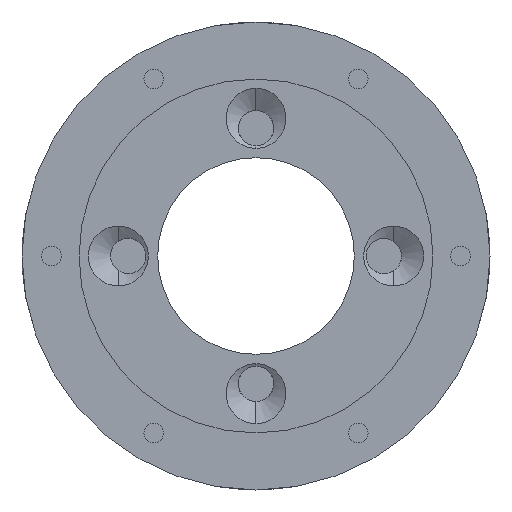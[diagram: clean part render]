
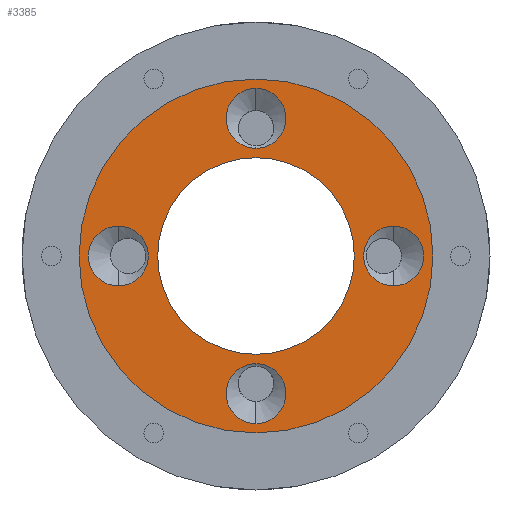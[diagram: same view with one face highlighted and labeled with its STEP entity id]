
A CAD part, left-side view. The second image highlights one B-rep face of the part: STEP entity #3385.
In plain terms, the highlighted planar face has unit normal (-1, 0, 0).
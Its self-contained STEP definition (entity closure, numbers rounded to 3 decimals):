
#10 = CARTESIAN_POINT ( 'NONE',  ( 0., 0., 42.625 ) ) ;
#75 = AXIS2_PLACEMENT_3D ( 'NONE', #835, #3355, #1204 ) ;
#76 = CARTESIAN_POINT ( 'NONE',  ( 0., 0., -35. ) ) ;
#93 = DIRECTION ( 'NONE',  ( 0., 0., 1. ) ) ;
#131 = FACE_OUTER_BOUND ( 'NONE', #3707, .T. ) ;
#190 = CARTESIAN_POINT ( 'NONE',  ( 0., 35., 0. ) ) ;
#202 = VERTEX_POINT ( 'NONE', #2311 ) ;
#264 = VERTEX_POINT ( 'NONE', #4285 ) ;
#278 = CARTESIAN_POINT ( 'NONE',  ( 0., -35., -7.625 ) ) ;
#413 = CARTESIAN_POINT ( 'NONE',  ( 0., 0., 0. ) ) ;
#455 = DIRECTION ( 'NONE',  ( 0., 0., 1. ) ) ;
#480 = EDGE_CURVE ( 'NONE', #1792, #2590, #3896, .T. ) ;
#533 = EDGE_CURVE ( 'NONE', #4248, #1290, #2277, .T. ) ;
#537 = CARTESIAN_POINT ( 'NONE',  ( 0., 0., 0. ) ) ;
#564 = DIRECTION ( 'NONE',  ( 0., 0., 1. ) ) ;
#565 = ORIENTED_EDGE ( 'NONE', *, *, #2284, .T. ) ;
#615 = CIRCLE ( 'NONE', #4237, 7.625 ) ;
#681 = ORIENTED_EDGE ( 'NONE', *, *, #4318, .F. ) ;
#784 = DIRECTION ( 'NONE',  ( 0., 0., 1. ) ) ;
#812 = DIRECTION ( 'NONE',  ( -1., 0., 0. ) ) ;
#819 = AXIS2_PLACEMENT_3D ( 'NONE', #537, #3058, #902 ) ;
#835 = CARTESIAN_POINT ( 'NONE',  ( 0., 0., 35. ) ) ;
#902 = DIRECTION ( 'NONE',  ( 0., 0., 1. ) ) ;
#928 = ORIENTED_EDGE ( 'NONE', *, *, #1899, .F. ) ;
#944 = PLANE ( 'NONE',  #2865 ) ;
#946 = DIRECTION ( 'NONE',  ( 0., 0., 1. ) ) ;
#959 = EDGE_LOOP ( 'NONE', ( #4478, #928 ) ) ;
#961 = EDGE_LOOP ( 'NONE', ( #681, #2487 ) ) ;
#983 = DIRECTION ( 'NONE',  ( -1., 0., 0. ) ) ;
#1029 = EDGE_LOOP ( 'NONE', ( #1771, #2423 ) ) ;
#1050 = CARTESIAN_POINT ( 'NONE',  ( 0., -35., 0. ) ) ;
#1110 = FACE_BOUND ( 'NONE', #1356, .T. ) ;
#1204 = DIRECTION ( 'NONE',  ( 0., 0., 1. ) ) ;
#1222 = CIRCLE ( 'NONE', #2345, 25. ) ;
#1290 = VERTEX_POINT ( 'NONE', #1789 ) ;
#1308 = DIRECTION ( 'NONE',  ( 0., 0., 1. ) ) ;
#1315 = CARTESIAN_POINT ( 'NONE',  ( 0., 0., -35. ) ) ;
#1319 = EDGE_CURVE ( 'NONE', #1757, #2647, #1476, .T. ) ;
#1321 = AXIS2_PLACEMENT_3D ( 'NONE', #1432, #3957, #946 ) ;
#1356 = EDGE_LOOP ( 'NONE', ( #3434, #1634 ) ) ;
#1359 = EDGE_CURVE ( 'NONE', #2912, #2150, #3151, .T. ) ;
#1407 = DIRECTION ( 'NONE',  ( 0., 0., 1. ) ) ;
#1432 = CARTESIAN_POINT ( 'NONE',  ( 0., 0., 35. ) ) ;
#1476 = CIRCLE ( 'NONE', #1321, 7.625 ) ;
#1569 = CIRCLE ( 'NONE', #819, 45. ) ;
#1634 = ORIENTED_EDGE ( 'NONE', *, *, #480, .F. ) ;
#1637 = CARTESIAN_POINT ( 'NONE',  ( 0., -45., 0. ) ) ;
#1675 = DIRECTION ( 'NONE',  ( 0., 0., 1. ) ) ;
#1681 = VERTEX_POINT ( 'NONE', #3558 ) ;
#1701 = DIRECTION ( 'NONE',  ( -1., 0., 0. ) ) ;
#1757 = VERTEX_POINT ( 'NONE', #2163 ) ;
#1771 = ORIENTED_EDGE ( 'NONE', *, *, #1359, .F. ) ;
#1789 = CARTESIAN_POINT ( 'NONE',  ( 0., 0., -42.625 ) ) ;
#1792 = VERTEX_POINT ( 'NONE', #2696 ) ;
#1827 = AXIS2_PLACEMENT_3D ( 'NONE', #1050, #3569, #1407 ) ;
#1874 = AXIS2_PLACEMENT_3D ( 'NONE', #1315, #3826, #1675 ) ;
#1899 = EDGE_CURVE ( 'NONE', #1290, #4248, #4452, .T. ) ;
#2003 = EDGE_CURVE ( 'NONE', #2150, #2912, #1222, .T. ) ;
#2058 = FACE_BOUND ( 'NONE', #4362, .T. ) ;
#2150 = VERTEX_POINT ( 'NONE', #3038 ) ;
#2163 = CARTESIAN_POINT ( 'NONE',  ( 0., 0., 27.375 ) ) ;
#2175 = EDGE_CURVE ( 'NONE', #1681, #264, #1569, .T. ) ;
#2263 = AXIS2_PLACEMENT_3D ( 'NONE', #3130, #983, #3499 ) ;
#2270 = DIRECTION ( 'NONE',  ( -1., 0., 0. ) ) ;
#2277 = CIRCLE ( 'NONE', #4151, 7.625 ) ;
#2284 = EDGE_CURVE ( 'NONE', #264, #1681, #3131, .T. ) ;
#2311 = CARTESIAN_POINT ( 'NONE',  ( 0., -35., 7.625 ) ) ;
#2315 = CARTESIAN_POINT ( 'NONE',  ( 0., 0., -27.375 ) ) ;
#2345 = AXIS2_PLACEMENT_3D ( 'NONE', #413, #2934, #784 ) ;
#2423 = ORIENTED_EDGE ( 'NONE', *, *, #2003, .F. ) ;
#2440 = AXIS2_PLACEMENT_3D ( 'NONE', #190, #2728, #564 ) ;
#2487 = ORIENTED_EDGE ( 'NONE', *, *, #1319, .F. ) ;
#2590 = VERTEX_POINT ( 'NONE', #4449 ) ;
#2615 = DIRECTION ( 'NONE',  ( -1., 0., 0. ) ) ;
#2647 = VERTEX_POINT ( 'NONE', #10 ) ;
#2696 = CARTESIAN_POINT ( 'NONE',  ( 0., 35., -7.625 ) ) ;
#2728 = DIRECTION ( 'NONE',  ( -1., 0., 0. ) ) ;
#2865 = AXIS2_PLACEMENT_3D ( 'NONE', #1637, #3465, #1308 ) ;
#2912 = VERTEX_POINT ( 'NONE', #3089 ) ;
#2931 = CIRCLE ( 'NONE', #75, 7.625 ) ;
#2934 = DIRECTION ( 'NONE',  ( -1., 0., 0. ) ) ;
#2960 = CARTESIAN_POINT ( 'NONE',  ( 0., -35., 0. ) ) ;
#3010 = AXIS2_PLACEMENT_3D ( 'NONE', #3848, #1701, #4219 ) ;
#3038 = CARTESIAN_POINT ( 'NONE',  ( 0., 0., -25. ) ) ;
#3058 = DIRECTION ( 'NONE',  ( -1., 0., 0. ) ) ;
#3066 = CIRCLE ( 'NONE', #1827, 7.625 ) ;
#3089 = CARTESIAN_POINT ( 'NONE',  ( 0., 0., 25. ) ) ;
#3123 = FACE_BOUND ( 'NONE', #961, .T. ) ;
#3130 = CARTESIAN_POINT ( 'NONE',  ( 0., 0., 0. ) ) ;
#3131 = CIRCLE ( 'NONE', #2263, 45. ) ;
#3151 = CIRCLE ( 'NONE', #3010, 25. ) ;
#3317 = DIRECTION ( 'NONE',  ( 0., 0., 1. ) ) ;
#3355 = DIRECTION ( 'NONE',  ( -1., 0., 0. ) ) ;
#3364 = ORIENTED_EDGE ( 'NONE', *, *, #2175, .T. ) ;
#3385 = ADVANCED_FACE ( 'NONE', ( #3123, #2058, #3981, #1110, #131, #3854 ), #944, .T. ) ;
#3434 = ORIENTED_EDGE ( 'NONE', *, *, #4697, .F. ) ;
#3465 = DIRECTION ( 'NONE',  ( -1., 0., 0. ) ) ;
#3491 = CIRCLE ( 'NONE', #3751, 7.625 ) ;
#3499 = DIRECTION ( 'NONE',  ( 0., 0., 1. ) ) ;
#3522 = EDGE_CURVE ( 'NONE', #3613, #202, #3066, .T. ) ;
#3558 = CARTESIAN_POINT ( 'NONE',  ( 0., 0., -45. ) ) ;
#3569 = DIRECTION ( 'NONE',  ( -1., 0., 0. ) ) ;
#3613 = VERTEX_POINT ( 'NONE', #278 ) ;
#3707 = EDGE_LOOP ( 'NONE', ( #565, #3364 ) ) ;
#3751 = AXIS2_PLACEMENT_3D ( 'NONE', #2960, #812, #3317 ) ;
#3826 = DIRECTION ( 'NONE',  ( -1., 0., 0. ) ) ;
#3848 = CARTESIAN_POINT ( 'NONE',  ( 0., 0., 0. ) ) ;
#3854 = FACE_BOUND ( 'NONE', #1029, .T. ) ;
#3896 = CIRCLE ( 'NONE', #2440, 7.625 ) ;
#3957 = DIRECTION ( 'NONE',  ( -1., 0., 0. ) ) ;
#3981 = FACE_BOUND ( 'NONE', #959, .T. ) ;
#4151 = AXIS2_PLACEMENT_3D ( 'NONE', #76, #2615, #455 ) ;
#4219 = DIRECTION ( 'NONE',  ( 0., 0., 1. ) ) ;
#4237 = AXIS2_PLACEMENT_3D ( 'NONE', #4440, #2270, #93 ) ;
#4248 = VERTEX_POINT ( 'NONE', #2315 ) ;
#4285 = CARTESIAN_POINT ( 'NONE',  ( 0., 0., 45. ) ) ;
#4318 = EDGE_CURVE ( 'NONE', #2647, #1757, #2931, .T. ) ;
#4362 = EDGE_LOOP ( 'NONE', ( #4455, #4631 ) ) ;
#4440 = CARTESIAN_POINT ( 'NONE',  ( 0., 35., 0. ) ) ;
#4449 = CARTESIAN_POINT ( 'NONE',  ( 0., 35., 7.625 ) ) ;
#4452 = CIRCLE ( 'NONE', #1874, 7.625 ) ;
#4455 = ORIENTED_EDGE ( 'NONE', *, *, #4656, .F. ) ;
#4478 = ORIENTED_EDGE ( 'NONE', *, *, #533, .F. ) ;
#4631 = ORIENTED_EDGE ( 'NONE', *, *, #3522, .F. ) ;
#4656 = EDGE_CURVE ( 'NONE', #202, #3613, #3491, .T. ) ;
#4697 = EDGE_CURVE ( 'NONE', #2590, #1792, #615, .T. ) ;
